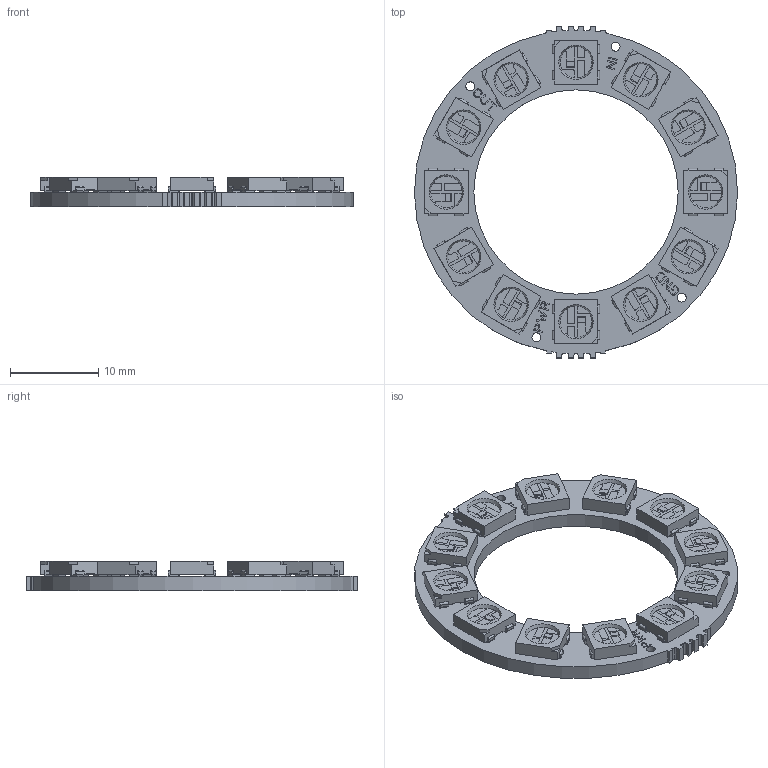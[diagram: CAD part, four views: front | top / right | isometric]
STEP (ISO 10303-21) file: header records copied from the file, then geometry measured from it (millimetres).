
FILE_DESCRIPTION(/* description */ (''),/* implementation_level */ '2;1');
FILE_NAME(/* name */ 'Adafruit neopixel ring.stp',/* time_stamp */ '2014-07-22T11:46:30-07:00',/* author */ (''),/* organization */ (''),/* preprocessor_version */ 'ST-DEVELOPER v15',/* originating_system */ 'SIEMENS PLM Software NX 9.0',/* authorisation */ '');
FILE_SCHEMA (('AUTOMOTIVE_DESIGN { 1 0 10303 214 3 1 1 1 }'));
Length unit declared in the file: millimetre
Products named in the file (1): risk07A84A933b2x
Bounding box: 36.7 x 37.7 x 3.31 mm (x, y, z)
Volume: 1420.4 mm3; surface area: 2666.2 mm2
Topology: 13 solids, 13 shells, 784 faces, 2361 edges, 1642 vertices
Faces by surface type: plane 578, cylinder 194, cone 12
Full cylindrical faces by diameter (mm): 1 x4, 1.146 x12, 23.2 x1
Entity records: 31988 total; most frequent: CARTESIAN_POINT 5150, ORIENTED_EDGE 4640, DIRECTION 4470, EDGE_CURVE 2320, LINE 1668, VECTOR 1668, VERTEX_POINT 1630, AXIS2_PLACEMENT_3D 1401
